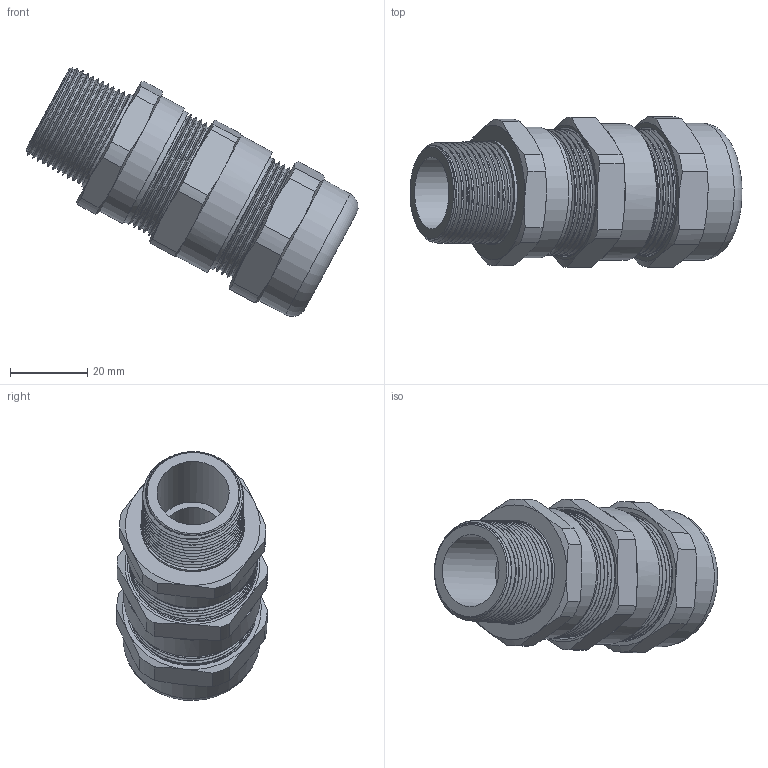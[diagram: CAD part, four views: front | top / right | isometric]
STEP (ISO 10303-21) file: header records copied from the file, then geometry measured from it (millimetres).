
FILE_DESCRIPTION(/* description */ ('RAD Ex NPT 3/4"','CAx-IF Rec.Pracs.---Representation and Presentation of Product Manufacturing Information (PMI)---3.8---2014-02-18'),/* implementation_level */ '2;1');
FILE_NAME(/* name */ 'RAD075KNP-RST.stp',/* time_stamp */ '2024-03-05T14:24:13+01:00',/* author */ ('sl'),/* organization */ (''),/* preprocessor_version */ 'ST-DEVELOPER v16.5',/* originating_system */ 'Autodesk Inventor 2017',/* authorisation */ '');
FILE_SCHEMA (('AP242_MANAGED_MODEL_BASED_3D_ENGINEERING_MIM_LF { 1 0 10303 442 1 1 4 }'));
Length unit declared in the file: millimetre
Products named in the file (9): RAD075KNP; RAD075KNP_1; RAD075KNP_2; RAD075KNP_3; RAD075KNP_4; RAD075KNP_5; RAD075KNP_6; RAD075KNP_7; RAD-01-BT-0009-RAD075KNP
Assembly tree (8 placements, depth 2):
  RAD075KNP
    RAD075KNP_1
    RAD075KNP_2
    RAD075KNP_3
    RAD075KNP_4
    RAD075KNP_5
    RAD075KNP_6
    RAD075KNP_7
    RAD-01-BT-0009-RAD075KNP
Bounding box: 86.13 x 39.18 x 64.56 mm (x, y, z)
Volume: 42252.3 mm3; surface area: 34493.4 mm2
Topology: 8 solids, 8 shells, 204 faces, 466 edges, 290 vertices
Faces by surface type: cylinder 74, plane 56, cone 52, bspline 12, torus 10
Full cylindrical faces by diameter (mm): 15.52 x1, 18.7 x1, 19 x1, 20.08 x1, 20.72 x1, 24.45 x1, 25.04 x1, 25.38 x1, 26.97 x1, 27.14 x1, 28.47 x1, 28.64 x1, 28.84 x1, 29.96 x1, 30.84 x1, 30.94 x2, 31.6 x16, 32.7 x5, 32.77 x7, 34 x1, 35.55 x1, 35.6 x1
Entity records: 13471 total; most frequent: CARTESIAN_POINT 9826, DIRECTION 734, ORIENTED_EDGE 646, AXIS2_PLACEMENT_3D 346, EDGE_CURVE 323, EDGE_LOOP 251, VERTEX_POINT 224, FACE_OUTER_BOUND 175
